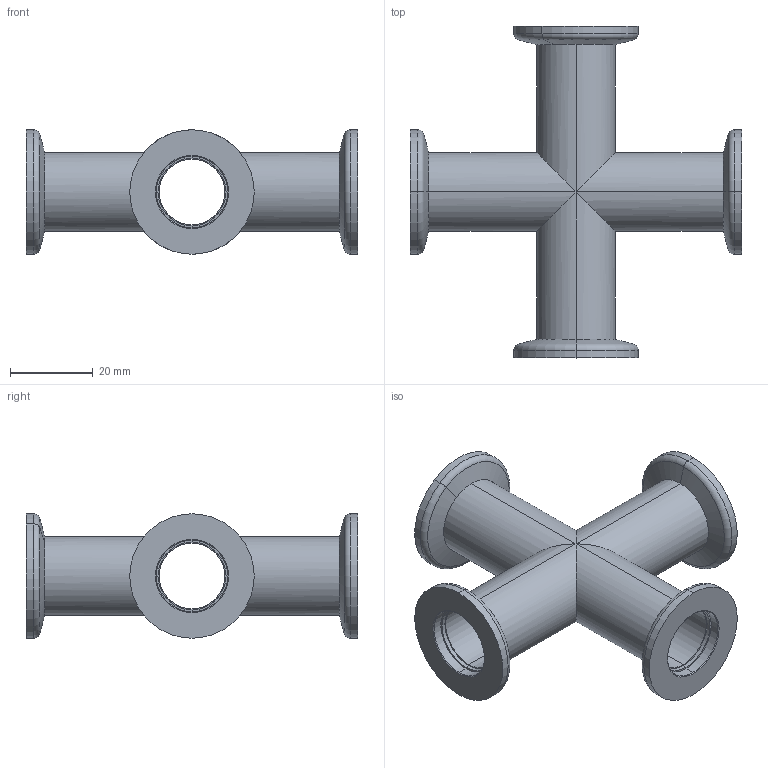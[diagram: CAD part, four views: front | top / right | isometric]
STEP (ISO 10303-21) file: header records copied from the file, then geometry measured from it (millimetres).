
FILE_DESCRIPTION (( 'STEP AP214' ), '1' );
FILE_NAME ('Hositrad_KX4-16-19.STEP', '2014-08-12T09:40:32', ( '' ), ( '' ), 'SwSTEP 2.0', 'SolidWorks 2014', '' );
FILE_SCHEMA (( 'AUTOMOTIVE_DESIGN' ));
Length unit declared in the file: millimetre
Products named in the file (3): KF16-19WS_KF16-19; Cross-19; Hositrad_KX4-16-19
Assembly tree (5 placements, depth 2):
  Hositrad_KX4-16-19
    Cross-19
    KF16-19WS_KF16-19  x4
Bounding box: 80 x 80 x 30 mm (x, y, z)
Volume: 17746.3 mm3; surface area: 19852.8 mm2
Topology: 5 solids, 5 shells, 92 faces, 188 edges, 100 vertices
Faces by surface type: cylinder 48, plane 16, cone 16, torus 8, bspline 4
Entity records: 1492 total; most frequent: CARTESIAN_POINT 559, DIRECTION 194, ORIENTED_EDGE 156, AXIS2_PLACEMENT_3D 83, EDGE_CURVE 78, EDGE_LOOP 48, FACE_OUTER_BOUND 41, ADVANCED_FACE 41
